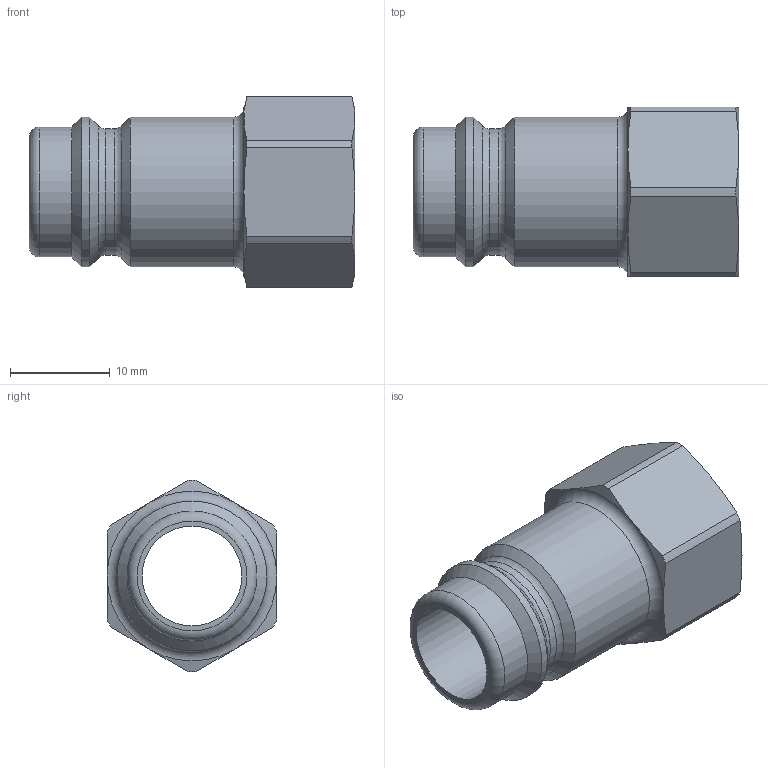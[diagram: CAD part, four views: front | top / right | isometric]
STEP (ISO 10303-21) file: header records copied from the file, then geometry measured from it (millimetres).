
FILE_DESCRIPTION((''),'2;1');
FILE_NAME('27sfiw13sxn.stp','2013-05-28T13:43:55',('IA176480'),(''),'Autodesk Inventor 2011','Autodesk Inventor 2011','');
FILE_SCHEMA(('AUTOMOTIVE_DESIGN { 1 0 10303 214 1 1 1 1 }'));
Length unit declared in the file: millimetre
Products named in the file (1): D106716
Bounding box: 32.6 x 17 x 19.15 mm (x, y, z)
Volume: 3418.8 mm3; surface area: 2961 mm2
Topology: 1 solids, 1 shells, 41 faces, 90 edges, 52 vertices
Faces by surface type: cone 16, cylinder 12, plane 9, torus 4
Full cylindrical faces by diameter (mm): 10 x1, 11.445 x1, 12.65 x1, 13 x1, 15 x2
Entity records: 1048 total; most frequent: CARTESIAN_POINT 218, DIRECTION 176, ORIENTED_EDGE 152, AXIS2_PLACEMENT_3D 82, EDGE_CURVE 76, EDGE_LOOP 58, VERTEX_POINT 52, FACE_OUTER_BOUND 41
